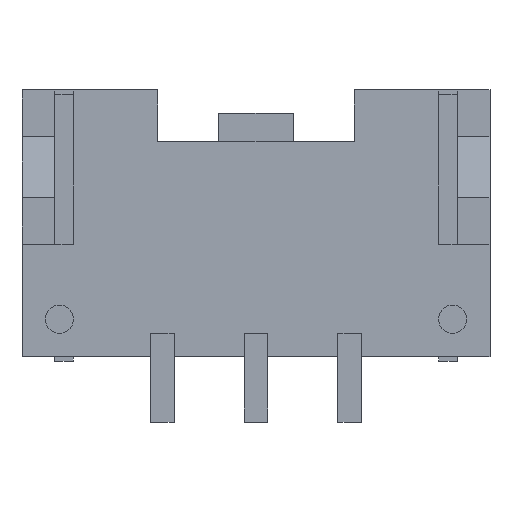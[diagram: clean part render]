
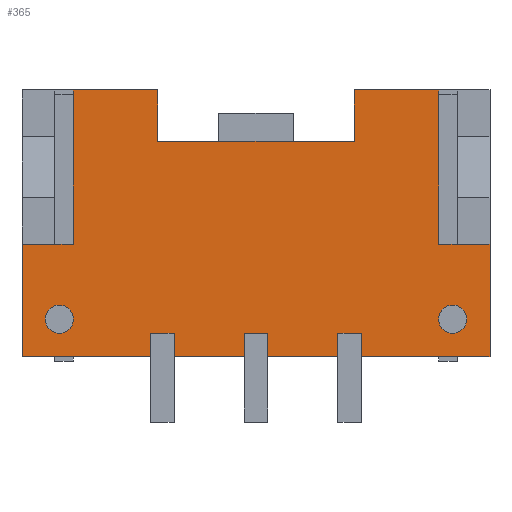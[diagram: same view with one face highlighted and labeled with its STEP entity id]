
A CAD part, front view. The second image highlights one B-rep face of the part: STEP entity #365.
In plain terms, the highlighted planar face has unit normal (0, -1, 0).
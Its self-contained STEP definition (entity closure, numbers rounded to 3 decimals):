
#33 = VERTEX_POINT('',#34);
#34 = CARTESIAN_POINT('',(-4.2,0.1,-2.35));
#40 = EDGE_CURVE('',#41,#33,#43,.T.);
#41 = VERTEX_POINT('',#42);
#42 = CARTESIAN_POINT('',(-4.2,0.1,-1.75));
#43 = CIRCLE('',#44,0.3);
#44 = AXIS2_PLACEMENT_3D('',#45,#46,#47);
#45 = CARTESIAN_POINT('',(-4.2,0.1,-2.05));
#46 = DIRECTION('',(-0.,1.,0.));
#47 = DIRECTION('',(0.,0.,-1.));
#75 = VERTEX_POINT('',#76);
#76 = CARTESIAN_POINT('',(4.2,0.1,-2.35));
#82 = EDGE_CURVE('',#75,#83,#85,.T.);
#83 = VERTEX_POINT('',#84);
#84 = CARTESIAN_POINT('',(4.2,0.1,-1.75));
#85 = CIRCLE('',#86,0.3);
#86 = AXIS2_PLACEMENT_3D('',#87,#88,#89);
#87 = CARTESIAN_POINT('',(4.2,0.1,-2.05));
#88 = DIRECTION('',(0.,-1.,0.));
#89 = DIRECTION('',(0.,0.,1.));
#108 = VERTEX_POINT('',#109);
#109 = CARTESIAN_POINT('',(-1.75,0.1,-2.85));
#124 = VERTEX_POINT('',#125);
#125 = CARTESIAN_POINT('',(-2.25,0.1,-2.85));
#131 = EDGE_CURVE('',#124,#132,#134,.T.);
#132 = VERTEX_POINT('',#133);
#133 = CARTESIAN_POINT('',(-5.,0.1,-2.85));
#134 = LINE('',#135,#136);
#135 = CARTESIAN_POINT('',(5.,0.1,-2.85));
#136 = VECTOR('',#137,1.);
#137 = DIRECTION('',(-1.,-0.,-0.));
#284 = VERTEX_POINT('',#285);
#285 = CARTESIAN_POINT('',(5.,0.1,-2.85));
#291 = EDGE_CURVE('',#284,#292,#294,.T.);
#292 = VERTEX_POINT('',#293);
#293 = CARTESIAN_POINT('',(2.25,0.1,-2.85));
#294 = LINE('',#295,#296);
#295 = CARTESIAN_POINT('',(5.,0.1,-2.85));
#296 = VECTOR('',#297,1.);
#297 = DIRECTION('',(-1.,-0.,-0.));
#316 = VERTEX_POINT('',#317);
#317 = CARTESIAN_POINT('',(1.75,0.1,-2.85));
#323 = EDGE_CURVE('',#316,#324,#326,.T.);
#324 = VERTEX_POINT('',#325);
#325 = CARTESIAN_POINT('',(0.25,0.1,-2.85));
#326 = LINE('',#327,#328);
#327 = CARTESIAN_POINT('',(5.,0.1,-2.85));
#328 = VECTOR('',#329,1.);
#329 = DIRECTION('',(-1.,-0.,-0.));
#348 = VERTEX_POINT('',#349);
#349 = CARTESIAN_POINT('',(-0.25,0.1,-2.85));
#355 = EDGE_CURVE('',#348,#108,#356,.T.);
#356 = LINE('',#357,#358);
#357 = CARTESIAN_POINT('',(5.,0.1,-2.85));
#358 = VECTOR('',#359,1.);
#359 = DIRECTION('',(-1.,-0.,-0.));
#365 = ADVANCED_FACE('',(#366,#376,#386),#576,.F.);
#366 = FACE_BOUND('',#367,.T.);
#367 = EDGE_LOOP('',(#368,#369));
#368 = ORIENTED_EDGE('',*,*,#40,.T.);
#369 = ORIENTED_EDGE('',*,*,#370,.T.);
#370 = EDGE_CURVE('',#33,#41,#371,.T.);
#371 = CIRCLE('',#372,0.3);
#372 = AXIS2_PLACEMENT_3D('',#373,#374,#375);
#373 = CARTESIAN_POINT('',(-4.2,0.1,-2.05));
#374 = DIRECTION('',(-0.,1.,0.));
#375 = DIRECTION('',(0.,0.,-1.));
#376 = FACE_BOUND('',#377,.T.);
#377 = EDGE_LOOP('',(#378,#385));
#378 = ORIENTED_EDGE('',*,*,#379,.F.);
#379 = EDGE_CURVE('',#83,#75,#380,.T.);
#380 = CIRCLE('',#381,0.3);
#381 = AXIS2_PLACEMENT_3D('',#382,#383,#384);
#382 = CARTESIAN_POINT('',(4.2,0.1,-2.05));
#383 = DIRECTION('',(0.,-1.,0.));
#384 = DIRECTION('',(0.,0.,1.));
#385 = ORIENTED_EDGE('',*,*,#82,.F.);
#386 = FACE_BOUND('',#387,.T.);
#387 = EDGE_LOOP('',(#388,#396,#397,#405,#413,#419,#420,#428,#436,#442,
    #443,#451,#459,#467,#475,#483,#491,#499,#507,#515,#523,#531,#539,
    #547,#555,#561,#562,#570));
#388 = ORIENTED_EDGE('',*,*,#389,.F.);
#389 = EDGE_CURVE('',#108,#390,#392,.T.);
#390 = VERTEX_POINT('',#391);
#391 = CARTESIAN_POINT('',(-1.75,0.1,-2.35));
#392 = LINE('',#393,#394);
#393 = CARTESIAN_POINT('',(-1.75,0.1,2.85));
#394 = VECTOR('',#395,1.);
#395 = DIRECTION('',(0.,0.,1.));
#396 = ORIENTED_EDGE('',*,*,#355,.F.);
#397 = ORIENTED_EDGE('',*,*,#398,.T.);
#398 = EDGE_CURVE('',#348,#399,#401,.T.);
#399 = VERTEX_POINT('',#400);
#400 = CARTESIAN_POINT('',(-0.25,0.1,-2.35));
#401 = LINE('',#402,#403);
#402 = CARTESIAN_POINT('',(-0.25,0.1,2.85));
#403 = VECTOR('',#404,1.);
#404 = DIRECTION('',(0.,0.,1.));
#405 = ORIENTED_EDGE('',*,*,#406,.F.);
#406 = EDGE_CURVE('',#407,#399,#409,.T.);
#407 = VERTEX_POINT('',#408);
#408 = CARTESIAN_POINT('',(0.25,0.1,-2.35));
#409 = LINE('',#410,#411);
#410 = CARTESIAN_POINT('',(5.,0.1,-2.35));
#411 = VECTOR('',#412,1.);
#412 = DIRECTION('',(-1.,0.,0.));
#413 = ORIENTED_EDGE('',*,*,#414,.F.);
#414 = EDGE_CURVE('',#324,#407,#415,.T.);
#415 = LINE('',#416,#417);
#416 = CARTESIAN_POINT('',(0.25,0.1,2.85));
#417 = VECTOR('',#418,1.);
#418 = DIRECTION('',(0.,0.,1.));
#419 = ORIENTED_EDGE('',*,*,#323,.F.);
#420 = ORIENTED_EDGE('',*,*,#421,.T.);
#421 = EDGE_CURVE('',#316,#422,#424,.T.);
#422 = VERTEX_POINT('',#423);
#423 = CARTESIAN_POINT('',(1.75,0.1,-2.35));
#424 = LINE('',#425,#426);
#425 = CARTESIAN_POINT('',(1.75,0.1,2.85));
#426 = VECTOR('',#427,1.);
#427 = DIRECTION('',(0.,0.,1.));
#428 = ORIENTED_EDGE('',*,*,#429,.F.);
#429 = EDGE_CURVE('',#430,#422,#432,.T.);
#430 = VERTEX_POINT('',#431);
#431 = CARTESIAN_POINT('',(2.25,0.1,-2.35));
#432 = LINE('',#433,#434);
#433 = CARTESIAN_POINT('',(5.,0.1,-2.35));
#434 = VECTOR('',#435,1.);
#435 = DIRECTION('',(-1.,0.,0.));
#436 = ORIENTED_EDGE('',*,*,#437,.F.);
#437 = EDGE_CURVE('',#292,#430,#438,.T.);
#438 = LINE('',#439,#440);
#439 = CARTESIAN_POINT('',(2.25,0.1,2.85));
#440 = VECTOR('',#441,1.);
#441 = DIRECTION('',(0.,0.,1.));
#442 = ORIENTED_EDGE('',*,*,#291,.F.);
#443 = ORIENTED_EDGE('',*,*,#444,.F.);
#444 = EDGE_CURVE('',#445,#284,#447,.T.);
#445 = VERTEX_POINT('',#446);
#446 = CARTESIAN_POINT('',(5.,0.1,-0.45));
#447 = LINE('',#448,#449);
#448 = CARTESIAN_POINT('',(5.,0.1,2.85));
#449 = VECTOR('',#450,1.);
#450 = DIRECTION('',(0.,0.,-1.));
#451 = ORIENTED_EDGE('',*,*,#452,.F.);
#452 = EDGE_CURVE('',#453,#445,#455,.T.);
#453 = VERTEX_POINT('',#454);
#454 = CARTESIAN_POINT('',(4.3,0.1,-0.45));
#455 = LINE('',#456,#457);
#456 = CARTESIAN_POINT('',(3.9,0.1,-0.45));
#457 = VECTOR('',#458,1.);
#458 = DIRECTION('',(1.,-0.,-0.));
#459 = ORIENTED_EDGE('',*,*,#460,.F.);
#460 = EDGE_CURVE('',#461,#453,#463,.T.);
#461 = VERTEX_POINT('',#462);
#462 = CARTESIAN_POINT('',(3.9,0.1,-0.45));
#463 = LINE('',#464,#465);
#464 = CARTESIAN_POINT('',(3.9,0.1,-0.45));
#465 = VECTOR('',#466,1.);
#466 = DIRECTION('',(1.,-0.,-0.));
#467 = ORIENTED_EDGE('',*,*,#468,.T.);
#468 = EDGE_CURVE('',#461,#469,#471,.T.);
#469 = VERTEX_POINT('',#470);
#470 = CARTESIAN_POINT('',(3.9,0.1,2.75));
#471 = LINE('',#472,#473);
#472 = CARTESIAN_POINT('',(3.9,0.1,2.85));
#473 = VECTOR('',#474,1.);
#474 = DIRECTION('',(0.,0.,1.));
#475 = ORIENTED_EDGE('',*,*,#476,.F.);
#476 = EDGE_CURVE('',#477,#469,#479,.T.);
#477 = VERTEX_POINT('',#478);
#478 = CARTESIAN_POINT('',(3.9,0.1,2.85));
#479 = LINE('',#480,#481);
#480 = CARTESIAN_POINT('',(3.9,0.1,-0.45));
#481 = VECTOR('',#482,1.);
#482 = DIRECTION('',(-0.,-0.,-1.));
#483 = ORIENTED_EDGE('',*,*,#484,.T.);
#484 = EDGE_CURVE('',#477,#485,#487,.T.);
#485 = VERTEX_POINT('',#486);
#486 = CARTESIAN_POINT('',(2.1,0.1,2.85));
#487 = LINE('',#488,#489);
#488 = CARTESIAN_POINT('',(5.,0.1,2.85));
#489 = VECTOR('',#490,1.);
#490 = DIRECTION('',(-1.,-0.,-0.));
#491 = ORIENTED_EDGE('',*,*,#492,.T.);
#492 = EDGE_CURVE('',#485,#493,#495,.T.);
#493 = VERTEX_POINT('',#494);
#494 = CARTESIAN_POINT('',(2.1,0.1,1.75));
#495 = LINE('',#496,#497);
#496 = CARTESIAN_POINT('',(2.1,0.1,2.85));
#497 = VECTOR('',#498,1.);
#498 = DIRECTION('',(0.,0.,-1.));
#499 = ORIENTED_EDGE('',*,*,#500,.T.);
#500 = EDGE_CURVE('',#493,#501,#503,.T.);
#501 = VERTEX_POINT('',#502);
#502 = CARTESIAN_POINT('',(-2.1,0.1,1.75));
#503 = LINE('',#504,#505);
#504 = CARTESIAN_POINT('',(2.1,0.1,1.75));
#505 = VECTOR('',#506,1.);
#506 = DIRECTION('',(-1.,0.,0.));
#507 = ORIENTED_EDGE('',*,*,#508,.T.);
#508 = EDGE_CURVE('',#501,#509,#511,.T.);
#509 = VERTEX_POINT('',#510);
#510 = CARTESIAN_POINT('',(-2.1,0.1,2.85));
#511 = LINE('',#512,#513);
#512 = CARTESIAN_POINT('',(-2.1,0.1,2.85));
#513 = VECTOR('',#514,1.);
#514 = DIRECTION('',(-0.,0.,1.));
#515 = ORIENTED_EDGE('',*,*,#516,.T.);
#516 = EDGE_CURVE('',#509,#517,#519,.T.);
#517 = VERTEX_POINT('',#518);
#518 = CARTESIAN_POINT('',(-3.9,0.1,2.85));
#519 = LINE('',#520,#521);
#520 = CARTESIAN_POINT('',(5.,0.1,2.85));
#521 = VECTOR('',#522,1.);
#522 = DIRECTION('',(-1.,-0.,-0.));
#523 = ORIENTED_EDGE('',*,*,#524,.T.);
#524 = EDGE_CURVE('',#517,#525,#527,.T.);
#525 = VERTEX_POINT('',#526);
#526 = CARTESIAN_POINT('',(-3.9,0.1,2.75));
#527 = LINE('',#528,#529);
#528 = CARTESIAN_POINT('',(-3.9,0.1,-0.45));
#529 = VECTOR('',#530,1.);
#530 = DIRECTION('',(0.,-0.,-1.));
#531 = ORIENTED_EDGE('',*,*,#532,.T.);
#532 = EDGE_CURVE('',#525,#533,#535,.T.);
#533 = VERTEX_POINT('',#534);
#534 = CARTESIAN_POINT('',(-3.9,0.1,-0.45));
#535 = LINE('',#536,#537);
#536 = CARTESIAN_POINT('',(-3.9,0.1,2.85));
#537 = VECTOR('',#538,1.);
#538 = DIRECTION('',(0.,0.,-1.));
#539 = ORIENTED_EDGE('',*,*,#540,.T.);
#540 = EDGE_CURVE('',#533,#541,#543,.T.);
#541 = VERTEX_POINT('',#542);
#542 = CARTESIAN_POINT('',(-4.3,0.1,-0.45));
#543 = LINE('',#544,#545);
#544 = CARTESIAN_POINT('',(-3.9,0.1,-0.45));
#545 = VECTOR('',#546,1.);
#546 = DIRECTION('',(-1.,-0.,-0.));
#547 = ORIENTED_EDGE('',*,*,#548,.T.);
#548 = EDGE_CURVE('',#541,#549,#551,.T.);
#549 = VERTEX_POINT('',#550);
#550 = CARTESIAN_POINT('',(-5.,0.1,-0.45));
#551 = LINE('',#552,#553);
#552 = CARTESIAN_POINT('',(-3.9,0.1,-0.45));
#553 = VECTOR('',#554,1.);
#554 = DIRECTION('',(-1.,-0.,-0.));
#555 = ORIENTED_EDGE('',*,*,#556,.T.);
#556 = EDGE_CURVE('',#549,#132,#557,.T.);
#557 = LINE('',#558,#559);
#558 = CARTESIAN_POINT('',(-5.,0.1,2.85));
#559 = VECTOR('',#560,1.);
#560 = DIRECTION('',(0.,0.,-1.));
#561 = ORIENTED_EDGE('',*,*,#131,.F.);
#562 = ORIENTED_EDGE('',*,*,#563,.T.);
#563 = EDGE_CURVE('',#124,#564,#566,.T.);
#564 = VERTEX_POINT('',#565);
#565 = CARTESIAN_POINT('',(-2.25,0.1,-2.35));
#566 = LINE('',#567,#568);
#567 = CARTESIAN_POINT('',(-2.25,0.1,2.85));
#568 = VECTOR('',#569,1.);
#569 = DIRECTION('',(0.,0.,1.));
#570 = ORIENTED_EDGE('',*,*,#571,.F.);
#571 = EDGE_CURVE('',#390,#564,#572,.T.);
#572 = LINE('',#573,#574);
#573 = CARTESIAN_POINT('',(5.,0.1,-2.35));
#574 = VECTOR('',#575,1.);
#575 = DIRECTION('',(-1.,0.,0.));
#576 = PLANE('',#577);
#577 = AXIS2_PLACEMENT_3D('',#578,#579,#580);
#578 = CARTESIAN_POINT('',(5.,0.1,2.85));
#579 = DIRECTION('',(-0.,1.,0.));
#580 = DIRECTION('',(0.,0.,1.));
